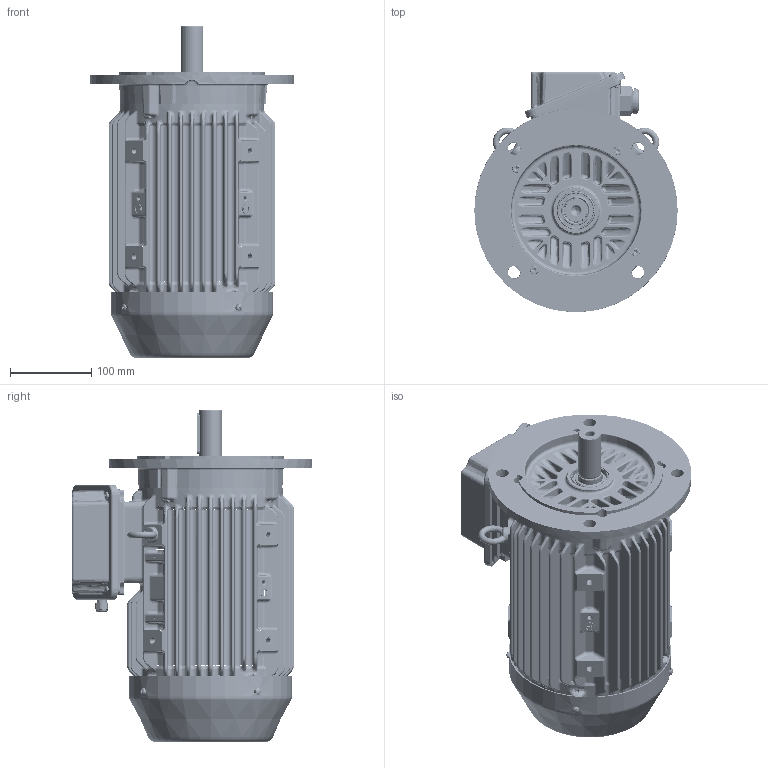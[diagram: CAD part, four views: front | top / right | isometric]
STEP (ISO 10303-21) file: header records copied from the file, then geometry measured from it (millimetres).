
FILE_DESCRIPTION(/* description */ (''),/* implementation_level */ '2;1');
FILE_NAME(/* name */ '6521644xx.stp',/* time_stamp */ '2020-12-02T06:26:01+03:00',/* author */ (''),/* organization */ (''),/* preprocessor_version */ 'ST-DEVELOPER v16',/* originating_system */ 'SIEMENS PLM Software NX 11.0',/* authorisation */ '');
FILE_SCHEMA (('AUTOMOTIVE_DESIGN { 1 0 10303 214 3 1 1 1 }'));
Products named in the file (1): 260037F440EAova6
Bounding box: 250 x 295.48 x 408 mm (x, y, z)
Surface area: 679979.2 mm2 (no closed solid volume)
Topology: 0 solids, 108 shells, 4093 faces, 12066 edges, 7602 vertices
Faces by surface type: bspline 1505, cylinder 993, plane 780, torus 387, cone 306, sphere 122
Full cylindrical faces by diameter (mm): 2.5 x2, 4.2 x2, 5 x8, 6.5 x1, 6.6 x1, 6.8 x6, 8 x4, 8.5 x1, 8.65 x4, 10 x7, 10.5 x1, 11 x4, 12 x2, 14.7 x1, 20 x2, 27.336 x1, 28 x1, 30 x1, 31.6 x4, 34 x1, 35.5 x1, 43.4 x1, 43.6 x1, 46 x1, 177 x1, 197 x1, 200 x1, 250 x1
Entity records: 168335 total; most frequent: CARTESIAN_POINT 71789, ORIENTED_EDGE 19744, DIRECTION 17876, EDGE_CURVE 11630, VERTEX_POINT 7556, AXIS2_PLACEMENT_3D 7341, EDGE_LOOP 4526, CIRCLE 4206
